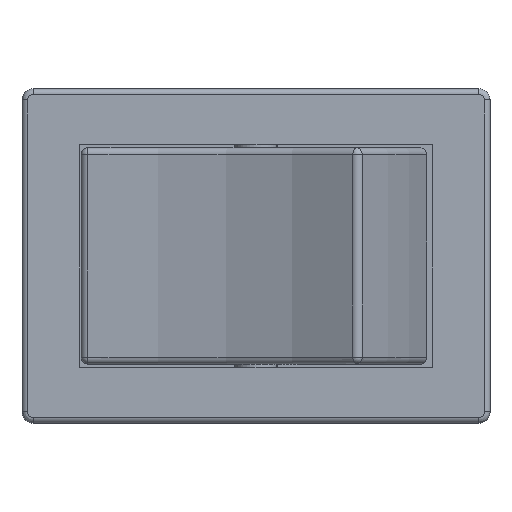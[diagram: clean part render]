
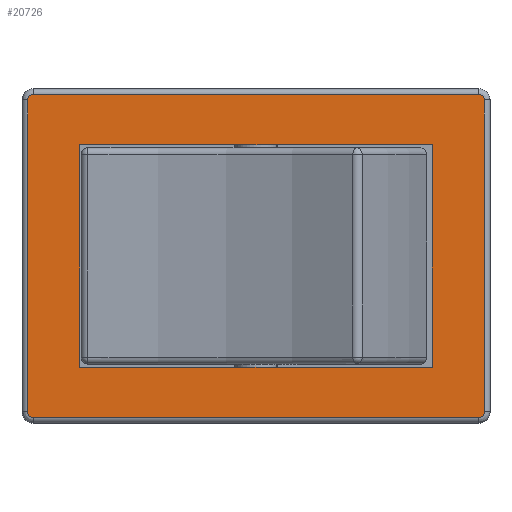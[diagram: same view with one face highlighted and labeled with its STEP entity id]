
A CAD part, top view. The second image highlights one B-rep face of the part: STEP entity #20726.
In plain terms, the highlighted planar face has unit normal (0, 0, 1).
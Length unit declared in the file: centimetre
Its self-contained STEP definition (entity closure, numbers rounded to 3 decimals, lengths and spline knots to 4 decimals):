
#410=FACE_BOUND('',#4011,.T.);
#1124=PLANE('',#21614);
#2828=FACE_OUTER_BOUND('',#4010,.T.);
#4010=EDGE_LOOP('',(#19388,#19389,#19390,#19391,#19392,#19393,#19394,#19395));
#4011=EDGE_LOOP('',(#19396,#19397,#19398,#19399));
#4130=CIRCLE('',#21594,0.025);
#4134=CIRCLE('',#21598,0.025);
#4138=CIRCLE('',#21604,0.025);
#4142=CIRCLE('',#21608,0.025);
#6338=LINE('',#36376,#8632);
#6342=LINE('',#36385,#8636);
#6345=LINE('',#36389,#8639);
#6347=LINE('',#36393,#8641);
#6348=LINE('',#36399,#8642);
#6350=LINE('',#36435,#8644);
#6353=LINE('',#36442,#8647);
#6355=LINE('',#36473,#8649);
#8632=VECTOR('',#25458,1.);
#8636=VECTOR('',#25464,1.);
#8639=VECTOR('',#25469,1.);
#8641=VECTOR('',#25475,1.);
#8642=VECTOR('',#25480,1.);
#8644=VECTOR('',#25500,1.);
#8647=VECTOR('',#25507,1.);
#8649=VECTOR('',#25523,1.);
#10647=VERTEX_POINT('',#36373);
#10648=VERTEX_POINT('',#36375);
#10651=VERTEX_POINT('',#36382);
#10652=VERTEX_POINT('',#36384);
#10654=VERTEX_POINT('',#36396);
#10655=VERTEX_POINT('',#36398);
#10658=VERTEX_POINT('',#36413);
#10659=VERTEX_POINT('',#36426);
#10662=VERTEX_POINT('',#36433);
#10663=VERTEX_POINT('',#36438);
#10666=VERTEX_POINT('',#36453);
#10667=VERTEX_POINT('',#36466);
#13570=EDGE_CURVE('',#10648,#10647,#6338,.T.);
#13574=EDGE_CURVE('',#10652,#10651,#6342,.T.);
#13577=EDGE_CURVE('',#10651,#10648,#6345,.T.);
#13579=EDGE_CURVE('',#10647,#10652,#6347,.T.);
#13581=EDGE_CURVE('',#10654,#10655,#6348,.T.);
#13585=EDGE_CURVE('',#10658,#10654,#4130,.T.);
#13589=EDGE_CURVE('',#10655,#10659,#4134,.T.);
#13591=EDGE_CURVE('',#10662,#10658,#6350,.T.);
#13595=EDGE_CURVE('',#10659,#10663,#6353,.T.);
#13597=EDGE_CURVE('',#10666,#10662,#4138,.T.);
#13601=EDGE_CURVE('',#10663,#10667,#4142,.T.);
#13603=EDGE_CURVE('',#10667,#10666,#6355,.T.);
#19388=ORIENTED_EDGE('',*,*,#13581,.F.);
#19389=ORIENTED_EDGE('',*,*,#13585,.F.);
#19390=ORIENTED_EDGE('',*,*,#13591,.F.);
#19391=ORIENTED_EDGE('',*,*,#13597,.F.);
#19392=ORIENTED_EDGE('',*,*,#13603,.F.);
#19393=ORIENTED_EDGE('',*,*,#13601,.F.);
#19394=ORIENTED_EDGE('',*,*,#13595,.F.);
#19395=ORIENTED_EDGE('',*,*,#13589,.F.);
#19396=ORIENTED_EDGE('',*,*,#13574,.T.);
#19397=ORIENTED_EDGE('',*,*,#13577,.T.);
#19398=ORIENTED_EDGE('',*,*,#13570,.T.);
#19399=ORIENTED_EDGE('',*,*,#13579,.T.);
#20726=ADVANCED_FACE('',(#2828,#410),#1124,.T.);
#21594=AXIS2_PLACEMENT_3D('',#36415,#25486,#25487);
#21598=AXIS2_PLACEMENT_3D('',#36430,#25494,#25495);
#21604=AXIS2_PLACEMENT_3D('',#36455,#25510,#25511);
#21608=AXIS2_PLACEMENT_3D('',#36470,#25518,#25519);
#21614=AXIS2_PLACEMENT_3D('',#36483,#25537,#25538);
#25458=DIRECTION('',(-1.,0.,0.));
#25464=DIRECTION('',(1.,0.,0.));
#25469=DIRECTION('',(0.,-1.,0.));
#25475=DIRECTION('',(0.,1.,0.));
#25480=DIRECTION('',(1.,0.,0.));
#25486=DIRECTION('center_axis',(0.,0.,
-1.));
#25487=DIRECTION('ref_axis',(-0.707,0.707,0.));
#25494=DIRECTION('center_axis',(0.,0.,
-1.));
#25495=DIRECTION('ref_axis',(0.707,0.707,0.));
#25500=DIRECTION('',(0.,1.,0.));
#25507=DIRECTION('',(0.,-1.,0.));
#25510=DIRECTION('center_axis',(0.,0.,
-1.));
#25511=DIRECTION('ref_axis',(-0.707,-0.707,0.));
#25518=DIRECTION('center_axis',(0.,0.,
-1.));
#25519=DIRECTION('ref_axis',(0.707,-0.707,0.));
#25523=DIRECTION('',(-1.,0.,0.));
#25537=DIRECTION('center_axis',(0.,0.,
1.));
#25538=DIRECTION('ref_axis',(1.,0.,0.));
#36373=CARTESIAN_POINT('',(-0.79,-0.5,1.36));
#36375=CARTESIAN_POINT('',(0.79,-0.5,1.36));
#36376=CARTESIAN_POINT('',(-0.395,-0.5,1.36));
#36382=CARTESIAN_POINT('',(0.79,0.5,1.36));
#36384=CARTESIAN_POINT('',(-0.79,0.5,1.36));
#36385=CARTESIAN_POINT('',(0.,0.5,1.36));
#36389=CARTESIAN_POINT('',(0.79,0.225,1.36));
#36393=CARTESIAN_POINT('',(-0.79,0.225,1.36));
#36396=CARTESIAN_POINT('',(-1.,0.725,1.36));
#36398=CARTESIAN_POINT('',(1.,0.725,1.36));
#36399=CARTESIAN_POINT('',(-0.5,0.725,1.36));
#36413=CARTESIAN_POINT('',(-1.025,0.7,1.36));
#36415=CARTESIAN_POINT('Origin',(-1.,0.7,1.36));
#36426=CARTESIAN_POINT('',(1.025,0.7,1.36));
#36430=CARTESIAN_POINT('Origin',(1.,0.7,1.36));
#36433=CARTESIAN_POINT('',(-1.025,-0.7,1.36));
#36435=CARTESIAN_POINT('',(-1.025,-0.35,1.36));
#36438=CARTESIAN_POINT('',(1.025,-0.7,1.36));
#36442=CARTESIAN_POINT('',(1.025,0.35,1.36));
#36453=CARTESIAN_POINT('',(-1.,-0.725,1.36));
#36455=CARTESIAN_POINT('Origin',(-1.,-0.7,1.36));
#36466=CARTESIAN_POINT('',(1.,-0.725,1.36));
#36470=CARTESIAN_POINT('Origin',(1.,-0.7,1.36));
#36473=CARTESIAN_POINT('',(0.5,-0.725,1.36));
#36483=CARTESIAN_POINT('Origin',(0.,0.,1.36));
